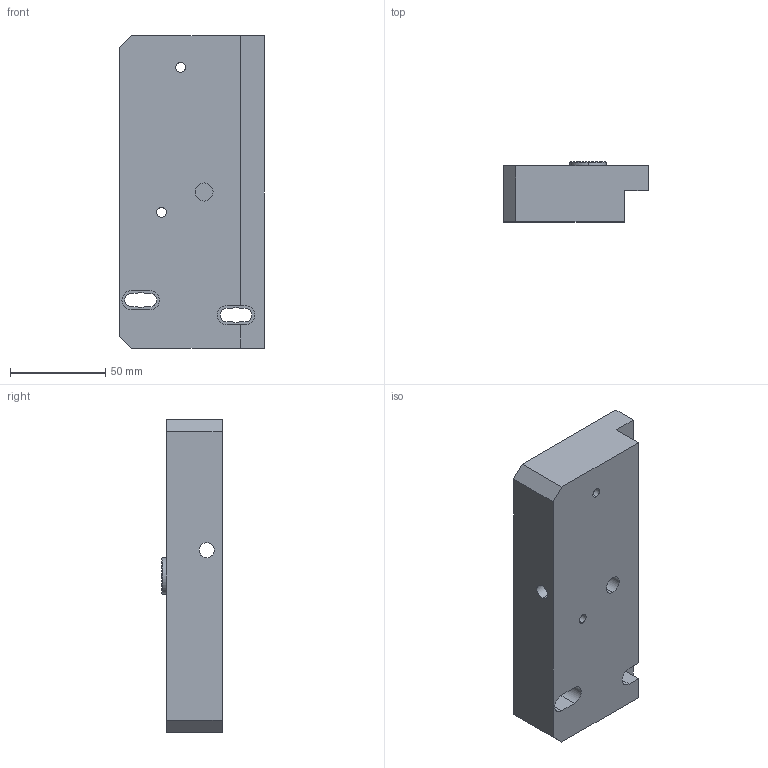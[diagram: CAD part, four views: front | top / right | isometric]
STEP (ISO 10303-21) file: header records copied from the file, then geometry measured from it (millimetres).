
FILE_DESCRIPTION (( 'STEP AP214' ), '1' );
FILE_NAME ('D1101622-v2.STEP', '2013-05-21T18:40:11', ( 'ligo' ), ( '' ), 'SwSTEP 2.0', 'SolidWorks 2013', '' );
FILE_SCHEMA (( 'AUTOMOTIVE_DESIGN' ));
Length unit declared in the file: inch
Products named in the file (1): D1101622-v2
Bounding box: 76.2 x 31.75 x 164.34 mm (x, y, z)
Volume: 320151 mm3; surface area: 44744.9 mm2
Topology: 2 solids, 2 shells, 216 faces, 572 edges, 380 vertices
Faces by surface type: plane 122, bspline 62, cylinder 28, torus 4
Entity records: 12341 total; most frequent: CARTESIAN_POINT 4895, ORIENTED_EDGE 1144, DIRECTION 822, EDGE_CURVE 572, VECTOR 384, LINE 384, VERTEX_POINT 380, EDGE_LOOP 248
